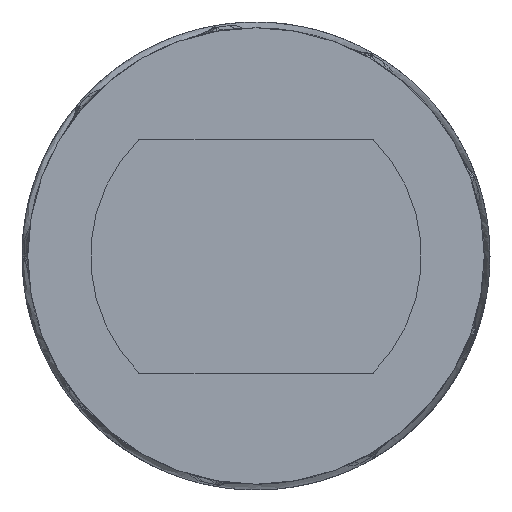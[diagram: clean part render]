
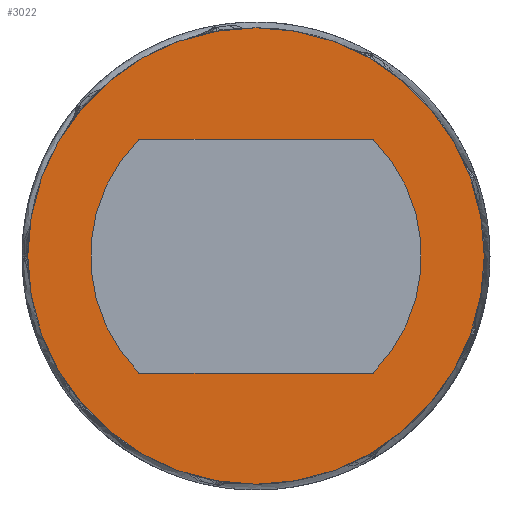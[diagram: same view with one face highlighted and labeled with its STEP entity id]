
A CAD part, front view. The second image highlights one B-rep face of the part: STEP entity #3022.
In plain terms, the highlighted planar face has unit normal (0, -1, 0).
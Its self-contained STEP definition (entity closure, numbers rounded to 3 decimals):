
#15=FACE_BOUND('',#467,.T.);
#16=LINE('',#12816,#25);
#21=LINE('',#12830,#30);
#25=VECTOR('',#3764,10.);
#30=VECTOR('',#3777,10.);
#38=PLANE('',#3291);
#268=FACE_OUTER_BOUND('',#466,.T.);
#466=EDGE_LOOP('',(#2658));
#467=EDGE_LOOP('',(#2659,#2660,#2661,#2662));
#675=CIRCLE('',#3283,5.02);
#676=CIRCLE('',#3286,5.02);
#678=CIRCLE('',#3290,6.925);
#1214=VERTEX_POINT('',#12814);
#1215=VERTEX_POINT('',#12815);
#1219=VERTEX_POINT('',#12825);
#1220=VERTEX_POINT('',#12829);
#1222=VERTEX_POINT('',#12839);
#1689=EDGE_CURVE('',#1214,#1215,#16,.T.);
#1694=EDGE_CURVE('',#1219,#1214,#675,.T.);
#1696=EDGE_CURVE('',#1220,#1219,#21,.T.);
#1699=EDGE_CURVE('',#1215,#1220,#676,.T.);
#1702=EDGE_CURVE('',#1222,#1222,#678,.T.);
#2658=ORIENTED_EDGE('',*,*,#1702,.F.);
#2659=ORIENTED_EDGE('',*,*,#1689,.T.);
#2660=ORIENTED_EDGE('',*,*,#1699,.T.);
#2661=ORIENTED_EDGE('',*,*,#1696,.T.);
#2662=ORIENTED_EDGE('',*,*,#1694,.T.);
#3022=ADVANCED_FACE('',(#268,#15),#38,.F.);
#3283=AXIS2_PLACEMENT_3D('',#12826,#3772,#3773);
#3286=AXIS2_PLACEMENT_3D('',#12835,#3782,#3783);
#3290=AXIS2_PLACEMENT_3D('',#12841,#3791,#3792);
#3291=AXIS2_PLACEMENT_3D('',#12842,#3793,#3794);
#3764=DIRECTION('',(1.,0.,0.));
#3772=DIRECTION('center_axis',(0.,1.,0.));
#3773=DIRECTION('ref_axis',(1.,0.,0.));
#3777=DIRECTION('',(-1.,0.,0.));
#3782=DIRECTION('center_axis',(0.,1.,0.));
#3783=DIRECTION('ref_axis',(1.,0.,0.));
#3791=DIRECTION('center_axis',(0.,1.,0.));
#3792=DIRECTION('ref_axis',(-1.,0.,0.));
#3793=DIRECTION('center_axis',(0.,1.,0.));
#3794=DIRECTION('ref_axis',(0.,0.,1.));
#12814=CARTESIAN_POINT('',(-3.55,0.,3.55));
#12815=CARTESIAN_POINT('',(3.55,0.,3.55));
#12816=CARTESIAN_POINT('',(-1.775,0.,3.55));
#12825=CARTESIAN_POINT('',(-3.55,0.,-3.55));
#12826=CARTESIAN_POINT('Origin',(0.,0.,0.));
#12829=CARTESIAN_POINT('',(3.55,0.,-3.55));
#12830=CARTESIAN_POINT('',(1.775,0.,-3.55));
#12835=CARTESIAN_POINT('Origin',(0.,0.,0.));
#12839=CARTESIAN_POINT('',(6.925,0.,0.));
#12841=CARTESIAN_POINT('Origin',(0.,0.,0.));
#12842=CARTESIAN_POINT('Origin',(0.,0.,0.));
